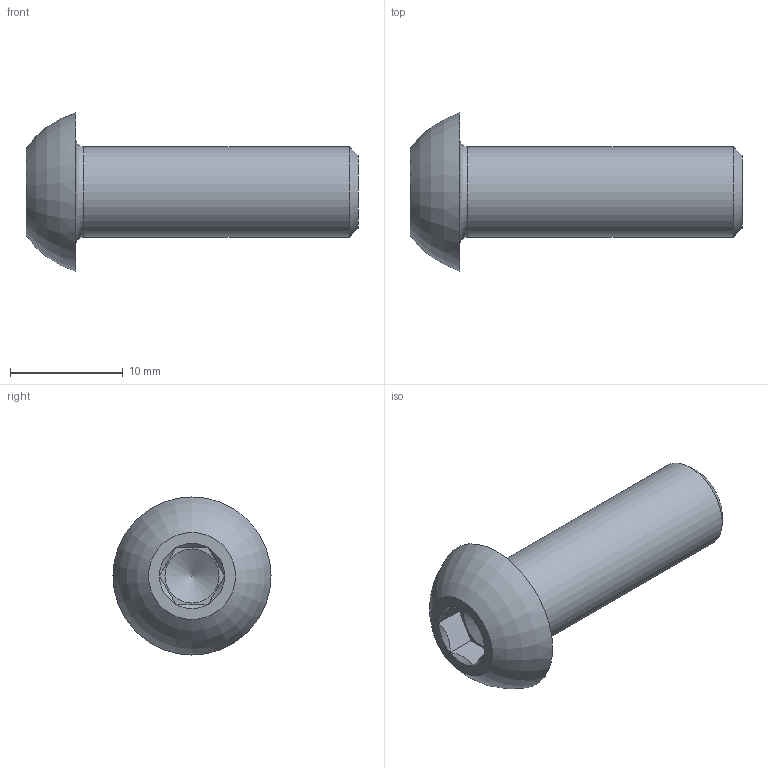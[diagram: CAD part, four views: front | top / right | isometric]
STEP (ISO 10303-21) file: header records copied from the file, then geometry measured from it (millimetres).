
FILE_DESCRIPTION(/* description */ ('Alibre Inc.'),/* implementation_level */ '2;1');
FILE_NAME(/* name */ 'export-90A96A89-4FEE-470C-ABA8-48FE8D4D80CE',/* time_stamp */ '2020-10-12T08:37:35+02:00',/* author */ (''),/* organization */ (''),/* preprocessor_version */ 'ST-DEVELOPER v17',/* originating_system */ 'Alibre',/* authorisation */ '');
FILE_SCHEMA (('AUTOMOTIVE_DESIGN'));
Length unit declared in the file: millimetre
Products named in the file (1): HI_Screw ISO 7380-1 M8x25 07151.080.025(High)
Bounding box: 29.4 x 14 x 14 mm (x, y, z)
Volume: 1665.8 mm3; surface area: 1051.9 mm2
Topology: 1 solids, 1 shells, 21 faces, 40 edges, 23 vertices
Faces by surface type: plane 10, cone 8, torus 2, cylinder 1
Full cylindrical faces by diameter (mm): 8 x1
Entity records: 543 total; most frequent: CARTESIAN_POINT 98, DIRECTION 79, ORIENTED_EDGE 78, EDGE_CURVE 39, AXIS2_PLACEMENT_3D 38, EDGE_LOOP 24, FACE_BOUND 24, VERTEX_POINT 23
